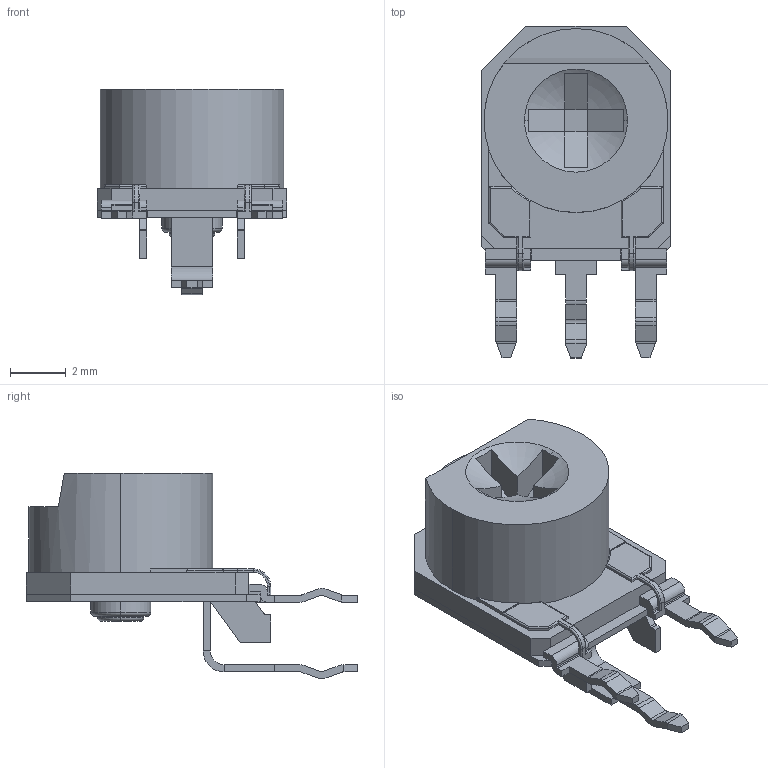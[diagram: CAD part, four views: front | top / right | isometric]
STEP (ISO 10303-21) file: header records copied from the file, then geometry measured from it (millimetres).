
FILE_DESCRIPTION (( 'STEP AP214' ), '1' );
FILE_NAME ('3306K-1-103.STEP', '2021-10-11T05:20:28', ( '' ), ( '' ), 'SwSTEP 2.0', 'SolidWorks 2020', '' );
FILE_SCHEMA (( 'AUTOMOTIVE_DESIGN' ));
Length unit declared in the file: millimetre
Products named in the file (1): 3306K-1-103
Bounding box: 6.81 x 11.91 x 7.37 mm (x, y, z)
Volume: 170.7 mm3; surface area: 483.3 mm2
Topology: 9 solids, 9 shells, 258 faces, 650 edges, 412 vertices
Faces by surface type: plane 176, cylinder 70, torus 12
Entity records: 7889 total; most frequent: CARTESIAN_POINT 1569, ORIENTED_EDGE 1300, DIRECTION 1242, EDGE_CURVE 650, LINE 468, VECTOR 468, VERTEX_POINT 412, AXIS2_PLACEMENT_3D 387
